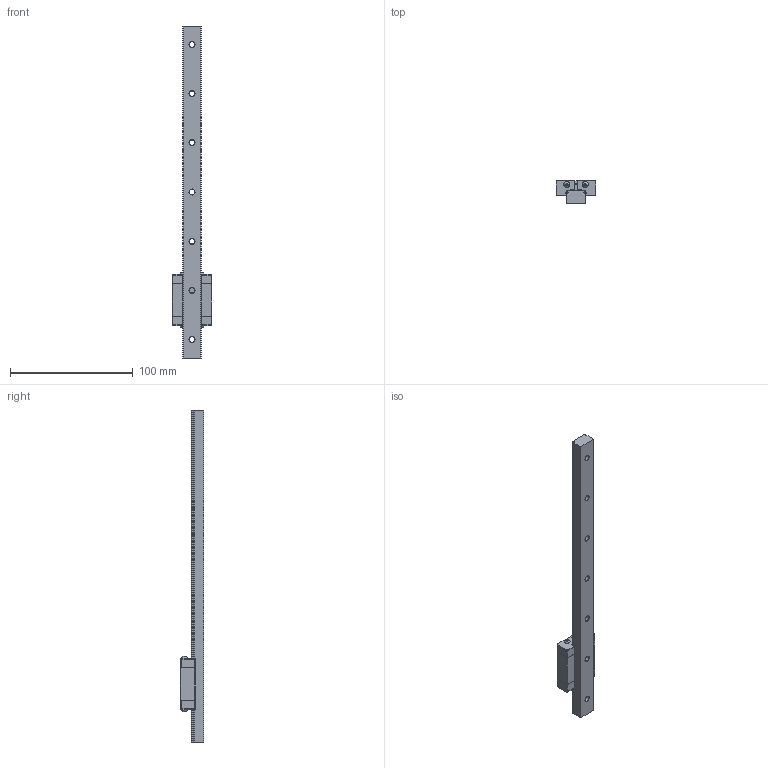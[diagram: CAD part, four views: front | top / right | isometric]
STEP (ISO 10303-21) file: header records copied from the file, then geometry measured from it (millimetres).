
FILE_DESCRIPTION (( 'STEP AP203' ), '1' );
FILE_NAME ('MGN15 with rail.STEP', '2019-04-05T06:30:05', ( '' ), ( '' ), 'SwSTEP 2.0', 'SolidWorks 2018', '' );
FILE_SCHEMA (( 'CONFIG_CONTROL_DESIGN' ));
Length unit declared in the file: millimetre
Products named in the file (3): MGN7 rail_MGN15; MGN7C_MGN15C; MGN15 with rail
Assembly tree (2 placements, depth 2):
  MGN15 with rail
    MGN7 rail_MGN15
    MGN7C_MGN15C
Bounding box: 32 x 18.8 x 270 mm (x, y, z)
Volume: 52370.8 mm3; surface area: 23094.9 mm2
Topology: 10 solids, 10 shells, 338 faces, 889 edges, 578 vertices
Faces by surface type: plane 219, cylinder 79, cone 36, sphere 4
Entity records: 10636 total; most frequent: DIRECTION 1801, CARTESIAN_POINT 1790, ORIENTED_EDGE 1746, EDGE_CURVE 873, LINE 631, VECTOR 631, AXIS2_PLACEMENT_3D 585, VERTEX_POINT 574
